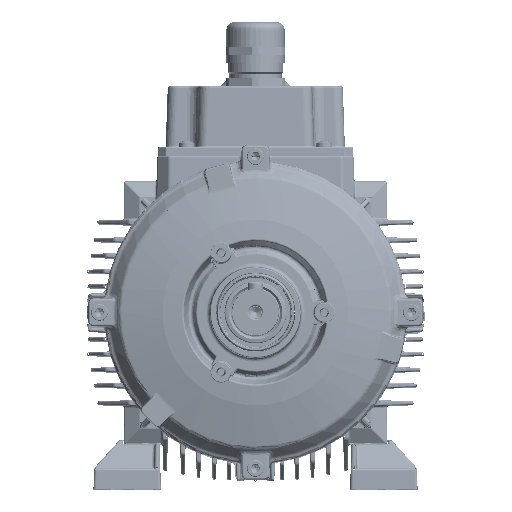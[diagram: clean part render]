
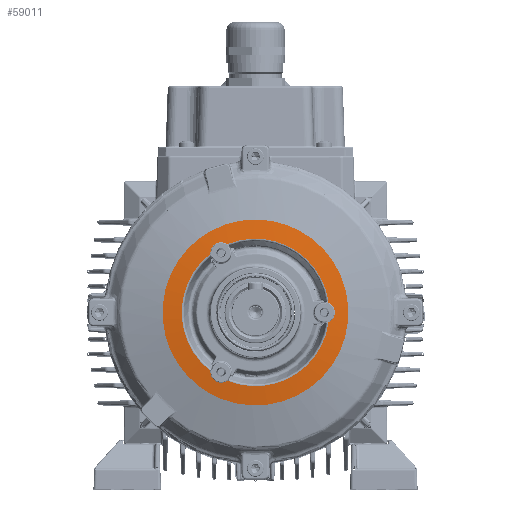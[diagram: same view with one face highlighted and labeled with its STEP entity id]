
A CAD part, top view. The second image highlights one B-rep face of the part: STEP entity #59011.
In plain terms, the highlighted conical face has half-angle 83.497 degrees and reference radius 46.74 mm.
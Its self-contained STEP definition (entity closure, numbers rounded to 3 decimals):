
#9835=B_SPLINE_CURVE_WITH_KNOTS('',3,(#198114,#198115,#198116,#198117,#198118,
#198119,#198120,#198121,#198122,#198123),.UNSPECIFIED.,.F.,.F.,(4,2,2,2,
4),(0.,0.25,0.5,0.75,1.),.UNSPECIFIED.);
#9839=B_SPLINE_CURVE_WITH_KNOTS('',3,(#198178,#198179,#198180,#198181,#198182,
#198183,#198184,#198185,#198186,#198187),.UNSPECIFIED.,.F.,.F.,(4,2,2,2,
4),(0.,0.25,0.5,0.75,1.),.UNSPECIFIED.);
#9844=B_SPLINE_CURVE_WITH_KNOTS('',3,(#198291,#198292,#198293,#198294,#198295,
#198296),.UNSPECIFIED.,.F.,.F.,(4,2,4),(0.,0.3,1.),
 .UNSPECIFIED.);
#9846=B_SPLINE_CURVE_WITH_KNOTS('',3,(#198324,#198325,#198326,#198327,#198328,
#198329),.UNSPECIFIED.,.F.,.F.,(4,2,4),(0.,0.3,1.),
 .UNSPECIFIED.);
#9922=B_SPLINE_CURVE_WITH_KNOTS('',3,(#199560,#199561,#199562,#199563,#199564,
#199565),.UNSPECIFIED.,.F.,.F.,(4,2,4),(0.,0.7,1.),
 .UNSPECIFIED.);
#9925=B_SPLINE_CURVE_WITH_KNOTS('',3,(#199602,#199603,#199604,#199605,#199606,
#199607,#199608,#199609,#199610,#199611),.UNSPECIFIED.,.F.,.F.,(4,2,2,2,
4),(0.,0.25,0.5,0.75,1.),.UNSPECIFIED.);
#9928=B_SPLINE_CURVE_WITH_KNOTS('',3,(#199652,#199653,#199654,#199655,#199656,
#199657),.UNSPECIFIED.,.F.,.F.,(4,2,4),(0.,0.7,1.),
 .UNSPECIFIED.);
#9929=B_SPLINE_CURVE_WITH_KNOTS('',3,(#199658,#199659,#199660,#199661,#199662,
#199663),.UNSPECIFIED.,.F.,.F.,(4,2,4),(0.,0.3,1.),
 .UNSPECIFIED.);
#9930=B_SPLINE_CURVE_WITH_KNOTS('',3,(#199664,#199665,#199666,#199667,#199668,
#199669),.UNSPECIFIED.,.F.,.F.,(4,2,4),(0.,0.7,1.),
 .UNSPECIFIED.);
#50541=CONICAL_SURFACE('',#150209,46.74,83.497);
#59011=ADVANCED_FACE('',(#67604,#67605),#50541,.T.);
#67604=FACE_BOUND('',#68554,.T.);
#67605=FACE_BOUND('',#68555,.T.);
#68554=EDGE_LOOP('',(#76911));
#68555=EDGE_LOOP('',(#76912,#76913,#76914,#76915,#76916,#76917,#76918,#76919,
#76920,#76921,#76922,#76923));
#76911=ORIENTED_EDGE('',*,*,#120067,.F.);
#76912=ORIENTED_EDGE('',*,*,#120395,.T.);
#76913=ORIENTED_EDGE('',*,*,#120420,.T.);
#76914=ORIENTED_EDGE('',*,*,#120423,.T.);
#76915=ORIENTED_EDGE('',*,*,#120568,.T.);
#76916=ORIENTED_EDGE('',*,*,#120572,.T.);
#76917=ORIENTED_EDGE('',*,*,#120427,.T.);
#76918=ORIENTED_EDGE('',*,*,#120429,.T.);
#76919=ORIENTED_EDGE('',*,*,#120575,.T.);
#76920=ORIENTED_EDGE('',*,*,#120399,.T.);
#76921=ORIENTED_EDGE('',*,*,#120576,.T.);
#76922=ORIENTED_EDGE('',*,*,#120552,.T.);
#76923=ORIENTED_EDGE('',*,*,#120577,.T.);
#107838=VERTEX_POINT('',#196079);
#108010=VERTEX_POINT('',#198113);
#108011=VERTEX_POINT('',#198124);
#108014=VERTEX_POINT('',#198177);
#108015=VERTEX_POINT('',#198188);
#108030=VERTEX_POINT('',#198290);
#108032=VERTEX_POINT('',#198312);
#108033=VERTEX_POINT('',#198316);
#108035=VERTEX_POINT('',#198323);
#108036=VERTEX_POINT('',#198343);
#108074=VERTEX_POINT('',#199448);
#108075=VERTEX_POINT('',#199450);
#108081=VERTEX_POINT('',#199559);
#120067=EDGE_CURVE('',#107838,#107838,#138918,.T.);
#120395=EDGE_CURVE('',#108011,#108010,#9835,.T.);
#120399=EDGE_CURVE('',#108015,#108014,#9839,.T.);
#120420=EDGE_CURVE('',#108010,#108030,#9844,.T.);
#120423=EDGE_CURVE('',#108030,#108032,#139057,.T.);
#120427=EDGE_CURVE('',#108033,#108035,#9846,.T.);
#120429=EDGE_CURVE('',#108035,#108036,#139061,.T.);
#120552=EDGE_CURVE('',#108074,#108075,#139110,.T.);
#120568=EDGE_CURVE('',#108032,#108081,#9922,.T.);
#120572=EDGE_CURVE('',#108081,#108033,#9925,.T.);
#120575=EDGE_CURVE('',#108036,#108015,#9928,.T.);
#120576=EDGE_CURVE('',#108014,#108074,#9929,.T.);
#120577=EDGE_CURVE('',#108075,#108011,#9930,.T.);
#138918=CIRCLE('',#149880,47.315);
#139057=CIRCLE('',#150103,37.572);
#139061=CIRCLE('',#150108,37.572);
#139110=CIRCLE('',#150199,37.572);
#149880=AXIS2_PLACEMENT_3D('',#196078,#163231,#163232);
#150103=AXIS2_PLACEMENT_3D('',#198313,#163742,#163743);
#150108=AXIS2_PLACEMENT_3D('',#198344,#163752,#163753);
#150199=AXIS2_PLACEMENT_3D('',#199451,#163941,#163942);
#150209=AXIS2_PLACEMENT_3D('',#199670,#163961,#163962);
#163231=DIRECTION('',(0.,0.,-1.));
#163232=DIRECTION('',(0.,1.,0.));
#163742=DIRECTION('',(0.,0.,-1.));
#163743=DIRECTION('',(0.,1.,0.));
#163752=DIRECTION('',(0.,0.,-1.));
#163753=DIRECTION('',(0.,1.,0.));
#163941=DIRECTION('',(0.,0.,-1.));
#163942=DIRECTION('',(0.,1.,0.));
#163961=DIRECTION('',(0.,0.,-1.));
#163962=DIRECTION('',(0.,-1.,0.));
#196078=CARTESIAN_POINT('',(0.,0.,-11.976));
#196079=CARTESIAN_POINT('',(0.,47.315,-11.976));
#198113=CARTESIAN_POINT('',(-22.889,-29.595,-10.847));
#198114=CARTESIAN_POINT('',(-14.185,-34.62,-10.847));
#198115=CARTESIAN_POINT('',(-15.024,-35.254,-10.95));
#198116=CARTESIAN_POINT('',(-16.065,-35.645,-11.038));
#198117=CARTESIAN_POINT('',(-18.198,-35.78,-11.157));
#198118=CARTESIAN_POINT('',(-19.282,-35.523,-11.188));
#198119=CARTESIAN_POINT('',(-21.117,-34.466,-11.188));
#198120=CARTESIAN_POINT('',(-21.887,-33.648,-11.157));
#198121=CARTESIAN_POINT('',(-22.833,-31.746,-11.039));
#198122=CARTESIAN_POINT('',(-23.019,-30.639,-10.95));
#198123=CARTESIAN_POINT('',(-22.889,-29.595,-10.847));
#198124=CARTESIAN_POINT('',(-14.185,-34.62,-10.847));
#198177=CARTESIAN_POINT('',(37.074,-5.025,-10.847));
#198178=CARTESIAN_POINT('',(37.074,5.025,-10.847));
#198179=CARTESIAN_POINT('',(38.043,4.615,-10.95));
#198180=CARTESIAN_POINT('',(38.902,3.91,-11.038));
#198181=CARTESIAN_POINT('',(40.085,2.13,-11.157));
#198182=CARTESIAN_POINT('',(40.405,1.063,-11.188));
#198183=CARTESIAN_POINT('',(40.407,-1.055,-11.188));
#198184=CARTESIAN_POINT('',(40.083,-2.131,-11.157));
#198185=CARTESIAN_POINT('',(38.909,-3.901,-11.039));
#198186=CARTESIAN_POINT('',(38.044,-4.615,-10.95));
#198187=CARTESIAN_POINT('',(37.074,-5.025,-10.847));
#198188=CARTESIAN_POINT('',(37.074,5.025,-10.847));
#198290=CARTESIAN_POINT('',(-23.521,-29.299,-10.865));
#198291=CARTESIAN_POINT('',(-22.889,-29.595,-10.847));
#198292=CARTESIAN_POINT('',(-22.959,-29.581,-10.851));
#198293=CARTESIAN_POINT('',(-23.027,-29.562,-10.854));
#198294=CARTESIAN_POINT('',(-23.247,-29.483,-10.862));
#198295=CARTESIAN_POINT('',(-23.393,-29.401,-10.865));
#198296=CARTESIAN_POINT('',(-23.521,-29.299,-10.865));
#198312=CARTESIAN_POINT('',(-23.521,29.299,-10.865));
#198313=CARTESIAN_POINT('',(0.,0.,-10.865));
#198316=CARTESIAN_POINT('',(-14.185,34.62,-10.847));
#198323=CARTESIAN_POINT('',(-13.613,35.019,-10.865));
#198324=CARTESIAN_POINT('',(-14.185,34.62,-10.847));
#198325=CARTESIAN_POINT('',(-14.138,34.673,-10.851));
#198326=CARTESIAN_POINT('',(-14.088,34.723,-10.854));
#198327=CARTESIAN_POINT('',(-13.909,34.874,-10.862));
#198328=CARTESIAN_POINT('',(-13.765,34.96,-10.865));
#198329=CARTESIAN_POINT('',(-13.613,35.019,-10.865));
#198343=CARTESIAN_POINT('',(37.134,5.72,-10.865));
#198344=CARTESIAN_POINT('',(0.,0.,-10.865));
#199448=CARTESIAN_POINT('',(37.134,-5.72,-10.865));
#199450=CARTESIAN_POINT('',(-13.613,-35.019,-10.865));
#199451=CARTESIAN_POINT('',(0.,0.,-10.865));
#199559=CARTESIAN_POINT('',(-22.889,29.595,-10.847));
#199560=CARTESIAN_POINT('',(-23.521,29.299,-10.865));
#199561=CARTESIAN_POINT('',(-23.393,29.401,-10.865));
#199562=CARTESIAN_POINT('',(-23.247,29.483,-10.862));
#199563=CARTESIAN_POINT('',(-23.027,29.562,-10.854));
#199564=CARTESIAN_POINT('',(-22.959,29.581,-10.851));
#199565=CARTESIAN_POINT('',(-22.889,29.595,-10.847));
#199602=CARTESIAN_POINT('',(-22.889,29.595,-10.847));
#199603=CARTESIAN_POINT('',(-23.018,30.638,-10.95));
#199604=CARTESIAN_POINT('',(-22.837,31.736,-11.038));
#199605=CARTESIAN_POINT('',(-21.887,33.65,-11.157));
#199606=CARTESIAN_POINT('',(-21.123,34.46,-11.188));
#199607=CARTESIAN_POINT('',(-19.29,35.521,-11.188));
#199608=CARTESIAN_POINT('',(-18.196,35.779,-11.157));
#199609=CARTESIAN_POINT('',(-16.077,35.647,-11.039));
#199610=CARTESIAN_POINT('',(-15.025,35.254,-10.95));
#199611=CARTESIAN_POINT('',(-14.185,34.62,-10.847));
#199652=CARTESIAN_POINT('',(37.134,5.72,-10.865));
#199653=CARTESIAN_POINT('',(37.159,5.559,-10.865));
#199654=CARTESIAN_POINT('',(37.157,5.391,-10.862));
#199655=CARTESIAN_POINT('',(37.115,5.161,-10.854));
#199656=CARTESIAN_POINT('',(37.097,5.092,-10.851));
#199657=CARTESIAN_POINT('',(37.074,5.025,-10.847));
#199658=CARTESIAN_POINT('',(37.074,-5.025,-10.847));
#199659=CARTESIAN_POINT('',(37.097,-5.092,-10.851));
#199660=CARTESIAN_POINT('',(37.115,-5.161,-10.854));
#199661=CARTESIAN_POINT('',(37.157,-5.391,-10.862));
#199662=CARTESIAN_POINT('',(37.159,-5.559,-10.865));
#199663=CARTESIAN_POINT('',(37.134,-5.72,-10.865));
#199664=CARTESIAN_POINT('',(-13.613,-35.019,-10.865));
#199665=CARTESIAN_POINT('',(-13.765,-34.96,-10.865));
#199666=CARTESIAN_POINT('',(-13.909,-34.874,-10.862));
#199667=CARTESIAN_POINT('',(-14.088,-34.723,-10.854));
#199668=CARTESIAN_POINT('',(-14.138,-34.673,-10.851));
#199669=CARTESIAN_POINT('',(-14.185,-34.62,-10.847));
#199670=CARTESIAN_POINT('',(0.,0.,-11.91));
